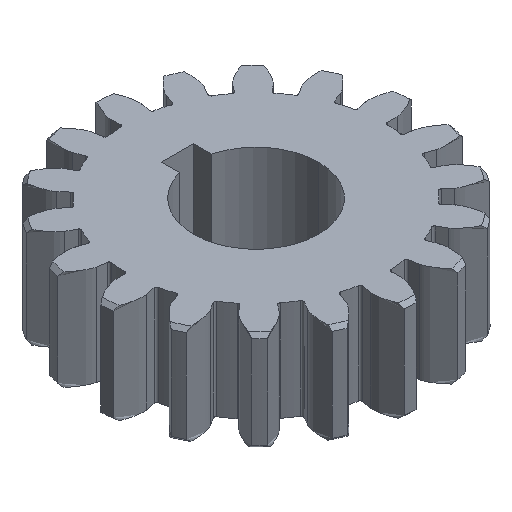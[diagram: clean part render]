
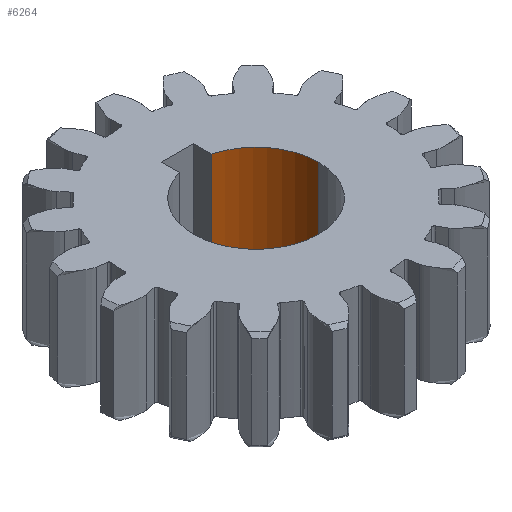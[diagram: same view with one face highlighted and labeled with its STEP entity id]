
A CAD part, isometric view. The second image highlights one B-rep face of the part: STEP entity #6264.
In plain terms, the highlighted cylindrical face has radius 1.984 mm (diameter 3.967 mm), a partial arc.
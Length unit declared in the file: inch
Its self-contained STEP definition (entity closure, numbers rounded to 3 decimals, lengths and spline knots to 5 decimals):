
#25 = AXIS2_PLACEMENT_3D ( 'NONE', #4355, #7265, #2161 ) ;
#519 = CARTESIAN_POINT ( 'NONE',  ( 0.02, 0.0755, 0.0625 ) ) ;
#580 = EDGE_LOOP ( 'NONE', ( #5864, #3955, #5081, #8025 ) ) ;
#875 = AXIS2_PLACEMENT_3D ( 'NONE', #7433, #3740, #6710 ) ;
#1232 = EDGE_CURVE ( 'NONE', #3033, #7508, #8917, .T. ) ;
#1334 = CIRCLE ( 'NONE', #875, 0.0781 ) ;
#1544 = EDGE_CURVE ( 'NONE', #2996, #8666, #2483, .T. ) ;
#1692 = DIRECTION ( 'NONE',  ( 0., 0., 1. ) ) ;
#2067 = CYLINDRICAL_SURFACE ( 'NONE', #25, 0.0781 ) ;
#2161 = DIRECTION ( 'NONE',  ( 1., 0., 0. ) ) ;
#2261 = CARTESIAN_POINT ( 'NONE',  ( 0.02, 0.0755, -0.0625 ) ) ;
#2292 = VECTOR ( 'NONE', #7496, 39.37008 ) ;
#2351 = CARTESIAN_POINT ( 'NONE',  ( 0.0781, 0., -0.0625 ) ) ;
#2483 = LINE ( 'NONE', #4725, #2292 ) ;
#2966 = CARTESIAN_POINT ( 'NONE',  ( 0.0781, 0., 0.0625 ) ) ;
#2996 = VERTEX_POINT ( 'NONE', #2351 ) ;
#3033 = VERTEX_POINT ( 'NONE', #3416 ) ;
#3416 = CARTESIAN_POINT ( 'NONE',  ( 0.02, 0.0755, -0.0625 ) ) ;
#3713 = FACE_OUTER_BOUND ( 'NONE', #580, .T. ) ;
#3740 = DIRECTION ( 'NONE',  ( 0., 0., 1. ) ) ;
#3955 = ORIENTED_EDGE ( 'NONE', *, *, #1544, .T. ) ;
#4173 = VECTOR ( 'NONE', #4310, 39.37008 ) ;
#4310 = DIRECTION ( 'NONE',  ( 0., 0., 1. ) ) ;
#4355 = CARTESIAN_POINT ( 'NONE',  ( 0., 0., -0.0625 ) ) ;
#4725 = CARTESIAN_POINT ( 'NONE',  ( 0.0781, 0., -0.0625 ) ) ;
#4747 = EDGE_CURVE ( 'NONE', #2996, #3033, #9171, .T. ) ;
#5081 = ORIENTED_EDGE ( 'NONE', *, *, #8714, .T. ) ;
#5864 = ORIENTED_EDGE ( 'NONE', *, *, #4747, .F. ) ;
#6264 = ADVANCED_FACE ( 'NONE', ( #3713 ), #2067, .F. ) ;
#6710 = DIRECTION ( 'NONE',  ( 1., 0., 0. ) ) ;
#7265 = DIRECTION ( 'NONE',  ( 0., 0., 1. ) ) ;
#7319 = AXIS2_PLACEMENT_3D ( 'NONE', #8346, #1692, #7525 ) ;
#7433 = CARTESIAN_POINT ( 'NONE',  ( 0., 0., 0.0625 ) ) ;
#7496 = DIRECTION ( 'NONE',  ( 0., 0., 1. ) ) ;
#7508 = VERTEX_POINT ( 'NONE', #519 ) ;
#7525 = DIRECTION ( 'NONE',  ( 1., 0., 0. ) ) ;
#8025 = ORIENTED_EDGE ( 'NONE', *, *, #1232, .F. ) ;
#8346 = CARTESIAN_POINT ( 'NONE',  ( 0., 0., -0.0625 ) ) ;
#8666 = VERTEX_POINT ( 'NONE', #2966 ) ;
#8714 = EDGE_CURVE ( 'NONE', #8666, #7508, #1334, .T. ) ;
#8917 = LINE ( 'NONE', #2261, #4173 ) ;
#9171 = CIRCLE ( 'NONE', #7319, 0.0781 ) ;
